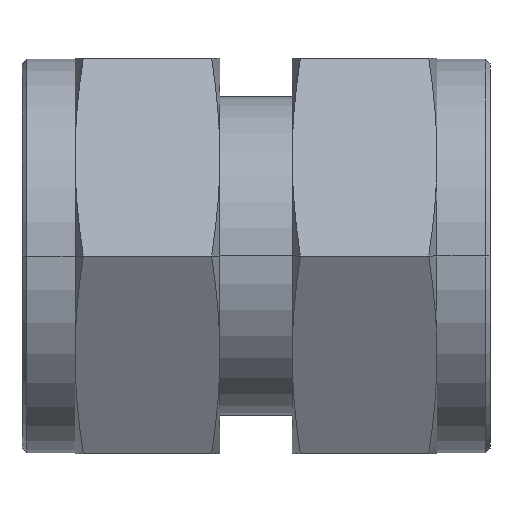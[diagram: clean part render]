
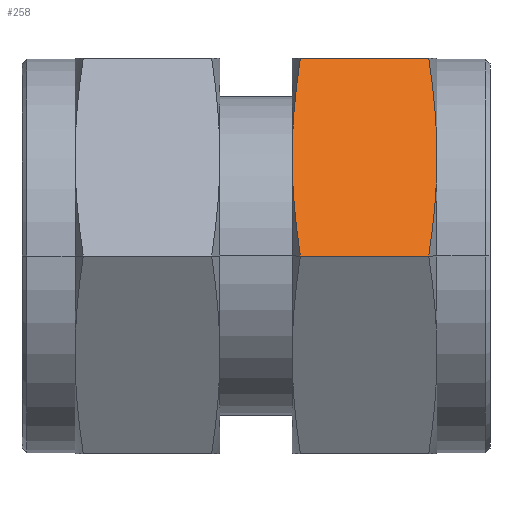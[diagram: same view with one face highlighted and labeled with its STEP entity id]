
A CAD part, front view. The second image highlights one B-rep face of the part: STEP entity #258.
In plain terms, the highlighted planar face has unit normal (0, -0.866, 0.5).
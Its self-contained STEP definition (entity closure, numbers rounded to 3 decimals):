
#258 = ADVANCED_FACE( '', ( #544 ), #545, .F. );
#544 = FACE_OUTER_BOUND( '', #958, .T. );
#545 = PLANE( '', #959 );
#958 = EDGE_LOOP( '', ( #1801, #1802, #1803, #1804, #1805, #1806 ) );
#959 = AXIS2_PLACEMENT_3D( '', #1807, #1808, #1809 );
#1801 = ORIENTED_EDGE( '', *, *, #2900, .F. );
#1802 = ORIENTED_EDGE( '', *, *, #2901, .F. );
#1803 = ORIENTED_EDGE( '', *, *, #2902, .F. );
#1804 = ORIENTED_EDGE( '', *, *, #2903, .F. );
#1805 = ORIENTED_EDGE( '', *, *, #2904, .T. );
#1806 = ORIENTED_EDGE( '', *, *, #2905, .F. );
#1807 = CARTESIAN_POINT( '', ( 18.75, -23.671, 0. ) );
#1808 = DIRECTION( '', ( 0., 0.866, -0.5 ) );
#1809 = DIRECTION( '', ( 0., -0.5, -0.866 ) );
#2900 = EDGE_CURVE( '', #3325, #3500, #3501, .T. );
#2901 = EDGE_CURVE( '', #3312, #3325, #3502, .T. );
#2902 = EDGE_CURVE( '', #3503, #3312, #3504, .T. );
#2903 = EDGE_CURVE( '', #3505, #3503, #3506, .T. );
#2904 = EDGE_CURVE( '', #3505, #3507, #3508, .T. );
#2905 = EDGE_CURVE( '', #3500, #3507, #3509, .T. );
#3312 = VERTEX_POINT( '', #4096 );
#3325 = VERTEX_POINT( '', #4129 );
#3500 = VERTEX_POINT( '', #4400 );
#3501 = ( B_SPLINE_CURVE( 2, ( #4402, #4403, #4404 ), .UNSPECIFIED., .F., .F. )B_SPLINE_CURVE_WITH_KNOTS( ( 3, 3 ), ( 9.89, 23.113 ), .UNSPECIFIED. )RATIONAL_B_SPLINE_CURVE( ( 1.058, 1.068, 1. ) )BOUNDED_CURVE(  )REPRESENTATION_ITEM( '' )GEOMETRIC_REPRESENTATION_ITEM(  )CURVE(  ) );
#3502 = LINE( '', #4411, #4412 );
#3503 = VERTEX_POINT( '', #4413 );
#3504 = ( B_SPLINE_CURVE( 2, ( #4415, #4416, #4417 ), .UNSPECIFIED., .F., .F. )B_SPLINE_CURVE_WITH_KNOTS( ( 3, 3 ), ( 23.113, 36.335 ), .UNSPECIFIED. )RATIONAL_B_SPLINE_CURVE( ( 1., 1.068, 1.058 ) )BOUNDED_CURVE(  )REPRESENTATION_ITEM( '' )GEOMETRIC_REPRESENTATION_ITEM(  )CURVE(  ) );
#3505 = VERTEX_POINT( '', #4424 );
#3506 = ( B_SPLINE_CURVE( 2, ( #4426, #4427, #4428 ), .UNSPECIFIED., .F., .F. )B_SPLINE_CURVE_WITH_KNOTS( ( 3, 3 ), ( 9.89, 23.113 ), .UNSPECIFIED. )RATIONAL_B_SPLINE_CURVE( ( 1.058, 1.068, 1. ) )BOUNDED_CURVE(  )REPRESENTATION_ITEM( '' )GEOMETRIC_REPRESENTATION_ITEM(  )CURVE(  ) );
#3507 = VERTEX_POINT( '', #4435 );
#3508 = LINE( '', #4436, #4437 );
#3509 = ( B_SPLINE_CURVE( 2, ( #4439, #4440, #4441 ), .UNSPECIFIED., .F., .F. )B_SPLINE_CURVE_WITH_KNOTS( ( 3, 3 ), ( 23.113, 36.335 ), .UNSPECIFIED. )RATIONAL_B_SPLINE_CURVE( ( 1., 1.068, 1.058 ) )BOUNDED_CURVE(  )REPRESENTATION_ITEM( '' )GEOMETRIC_REPRESENTATION_ITEM(  )CURVE(  ) );
#4096 = CARTESIAN_POINT( '', ( 17.9, -23.671, 0. ) );
#4129 = CARTESIAN_POINT( '', ( 4.6, -23.671, 0. ) );
#4400 = CARTESIAN_POINT( '', ( 3.75, -17.754, 10.25 ) );
#4402 = CARTESIAN_POINT( '', ( 4.6, -23.671, 0. ) );
#4403 = CARTESIAN_POINT( '', ( 3.75, -20.5, 5.493 ) );
#4404 = CARTESIAN_POINT( '', ( 3.75, -17.754, 10.25 ) );
#4411 = CARTESIAN_POINT( '', ( 18.75, -23.671, 0. ) );
#4412 = VECTOR( '', #5676, 1. );
#4413 = CARTESIAN_POINT( '', ( 18.75, -17.754, 10.25 ) );
#4415 = CARTESIAN_POINT( '', ( 18.75, -17.754, 10.25 ) );
#4416 = CARTESIAN_POINT( '', ( 18.75, -20.5, 5.493 ) );
#4417 = CARTESIAN_POINT( '', ( 17.9, -23.671, 0. ) );
#4424 = CARTESIAN_POINT( '', ( 17.9, -11.836, 20.5 ) );
#4426 = CARTESIAN_POINT( '', ( 17.9, -11.836, 20.5 ) );
#4427 = CARTESIAN_POINT( '', ( 18.75, -15.007, 15.007 ) );
#4428 = CARTESIAN_POINT( '', ( 18.75, -17.754, 10.25 ) );
#4435 = CARTESIAN_POINT( '', ( 4.6, -11.836, 20.5 ) );
#4436 = CARTESIAN_POINT( '', ( 18.75, -11.836, 20.5 ) );
#4437 = VECTOR( '', #5677, 1. );
#4439 = CARTESIAN_POINT( '', ( 3.75, -17.754, 10.25 ) );
#4440 = CARTESIAN_POINT( '', ( 3.75, -15.007, 15.007 ) );
#4441 = CARTESIAN_POINT( '', ( 4.6, -11.836, 20.5 ) );
#5676 = DIRECTION( '', ( -1., 0., 0. ) );
#5677 = DIRECTION( '', ( -1., 0., 0. ) );
